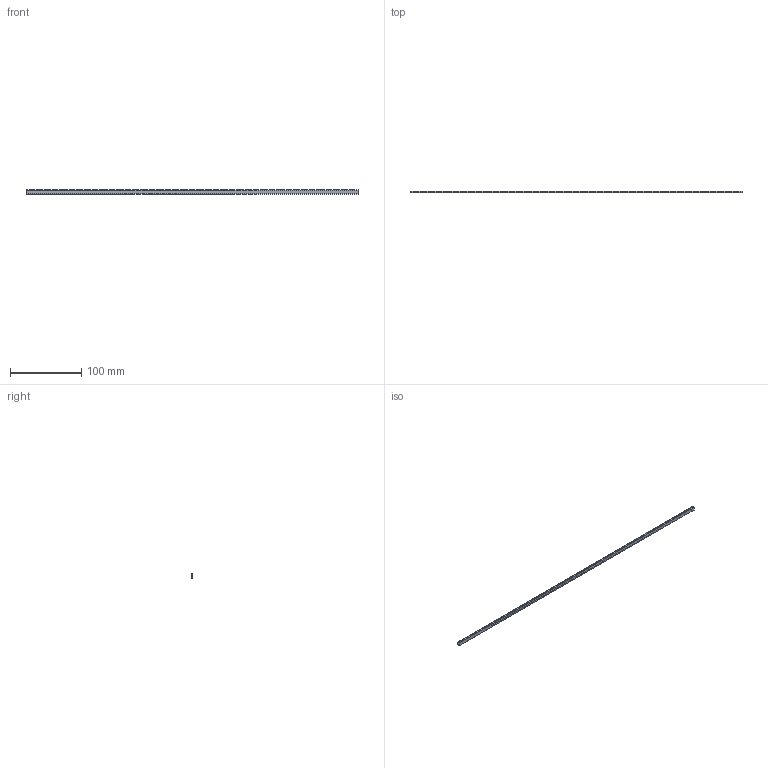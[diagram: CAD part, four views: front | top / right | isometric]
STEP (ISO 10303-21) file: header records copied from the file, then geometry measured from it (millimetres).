
FILE_DESCRIPTION(('CATIA V5 STEP Exchange','CAx-IF Rec.Pracs.--- Model Styling and Organization---1.5--- 2016-08-15','CAx-IF Rec.Pracs.---Supplemental Geometry---1.0---2011-11-01','CAx-IF Rec.Pracs.--- Composite Materials ---1.1---2010-07-15'),'2;1');
FILE_NAME ('D1446027_0', '2025-09-22T06:17:21+00:00', ('none'), ('Weidmueller'), 'CATIA Version 5-6 Release 2024 SP4', 'CATIA V5 STEP AP214 v3', 'none');
FILE_SCHEMA(('AUTOMOTIVE_DESIGN { 1 0 10303 214 1 1 1 1 }'));
Length unit declared in the file: millimetre
Products named in the file (1): v5-standard_part
Bounding box: 465 x 2.5 x 5.7 mm (x, y, z)
Volume: 3870.4 mm3; surface area: 11659.9 mm2
Topology: 1 solids, 1 shells, 370 faces, 1452 edges, 968 vertices
Faces by surface type: plane 244, cylinder 126
Entity records: 14956 total; most frequent: CARTESIAN_POINT 3813, ORIENTED_EDGE 2904, DIRECTION 1614, EDGE_CURVE 1452, VECTOR 968, LINE 968, VERTEX_POINT 968, AXIS2_PLACEMENT_3D 509
